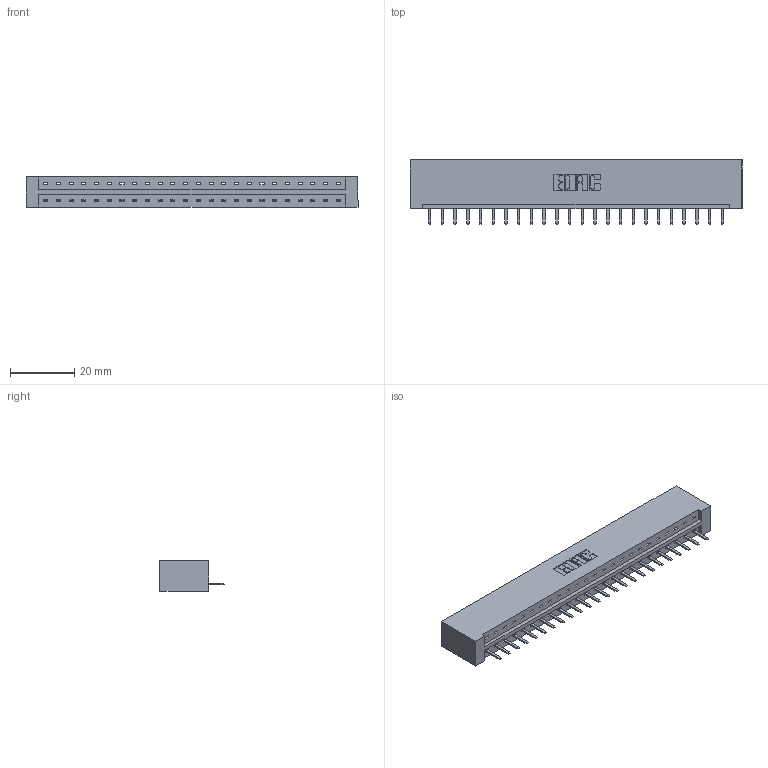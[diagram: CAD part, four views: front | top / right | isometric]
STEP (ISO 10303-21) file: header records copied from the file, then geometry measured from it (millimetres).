
FILE_DESCRIPTION (( 'STEP AP203' ), '1' );
FILE_NAME ('333-024-520-101.STEP', '2018-08-02T04:03:55', ( '' ), ( '' ), 'SwSTEP 2.0', 'SolidWorks 2016', '' );
FILE_SCHEMA (( 'CONFIG_CONTROL_DESIGN' ));
Length unit declared in the file: inch
Products named in the file (3): 333 Part_Lugless; 345-292-001_345-293-120; 333-024-520-101
Assembly tree (25 placements, depth 2):
  333-024-520-101
    333 Part_Lugless
    345-292-001_345-293-120  x24
Bounding box: 103.35 x 20.02 x 9.4 mm (x, y, z)
Volume: 10789.1 mm3; surface area: 11270.1 mm2
Topology: 25 solids, 25 shells, 1594 faces, 4703 edges, 3070 vertices
Faces by surface type: plane 1122, cylinder 472
Entity records: 16837 total; most frequent: CARTESIAN_POINT 2926, ORIENTED_EDGE 2874, DIRECTION 2485, EDGE_CURVE 1437, VECTOR 1313, LINE 1313, VERTEX_POINT 954, AXIS2_PLACEMENT_3D 586
